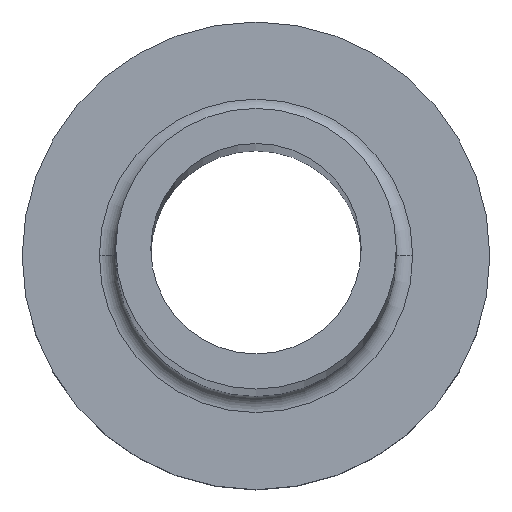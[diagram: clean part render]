
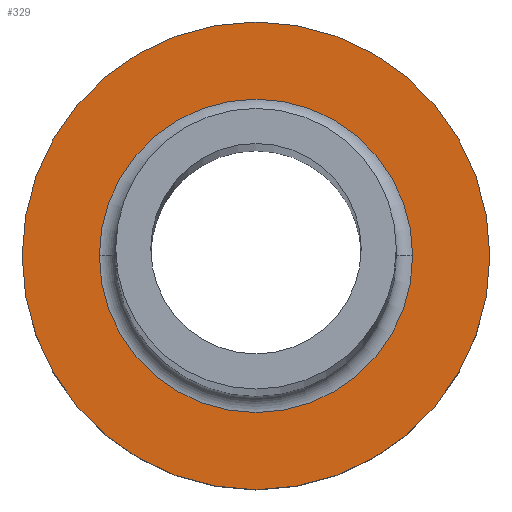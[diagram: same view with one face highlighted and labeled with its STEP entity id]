
A CAD part, top view. The second image highlights one B-rep face of the part: STEP entity #329.
In plain terms, the highlighted planar face has unit normal (0, 0, 1).
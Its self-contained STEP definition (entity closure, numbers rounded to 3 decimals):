
#16 = DIRECTION ( 'NONE',  ( 1., 0., 0. ) ) ;
#17 = AXIS2_PLACEMENT_3D ( 'NONE', #101, #299, #70 ) ;
#33 = ORIENTED_EDGE ( 'NONE', *, *, #119, .T. ) ;
#44 = AXIS2_PLACEMENT_3D ( 'NONE', #56, #255, #197 ) ;
#49 = CARTESIAN_POINT ( 'NONE',  ( 0., 0., 7. ) ) ;
#56 = CARTESIAN_POINT ( 'NONE',  ( 0., 0., 7. ) ) ;
#70 = DIRECTION ( 'NONE',  ( 1., 0., 0. ) ) ;
#80 = EDGE_LOOP ( 'NONE', ( #224, #139 ) ) ;
#81 = ORIENTED_EDGE ( 'NONE', *, *, #133, .T. ) ;
#101 = CARTESIAN_POINT ( 'NONE',  ( 0., 0., 7. ) ) ;
#119 = EDGE_CURVE ( 'NONE', #137, #206, #221, .T. ) ;
#124 = CARTESIAN_POINT ( 'NONE',  ( 0., 0., 7. ) ) ;
#131 = DIRECTION ( 'NONE',  ( 0., 0., -1. ) ) ;
#133 = EDGE_CURVE ( 'NONE', #206, #137, #281, .T. ) ;
#137 = VERTEX_POINT ( 'NONE', #369 ) ;
#139 = ORIENTED_EDGE ( 'NONE', *, *, #280, .T. ) ;
#181 = PLANE ( 'NONE',  #245 ) ;
#195 = CARTESIAN_POINT ( 'NONE',  ( 10., 0., 7. ) ) ;
#197 = DIRECTION ( 'NONE',  ( 1., 0., 0. ) ) ;
#198 = VERTEX_POINT ( 'NONE', #288 ) ;
#201 = EDGE_CURVE ( 'NONE', #236, #198, #362, .T. ) ;
#206 = VERTEX_POINT ( 'NONE', #195 ) ;
#212 = DIRECTION ( 'NONE',  ( 0., 0., 1. ) ) ;
#213 = FACE_OUTER_BOUND ( 'NONE', #370, .T. ) ;
#215 = AXIS2_PLACEMENT_3D ( 'NONE', #124, #273, #16 ) ;
#221 = CIRCLE ( 'NONE', #17, 10. ) ;
#224 = ORIENTED_EDGE ( 'NONE', *, *, #201, .T. ) ;
#230 = DIRECTION ( 'NONE',  ( 1., 0., 0. ) ) ;
#236 = VERTEX_POINT ( 'NONE', #375 ) ;
#240 = CIRCLE ( 'NONE', #314, 6.7 ) ;
#245 = AXIS2_PLACEMENT_3D ( 'NONE', #292, #212, #266 ) ;
#255 = DIRECTION ( 'NONE',  ( 0., 0., -1. ) ) ;
#266 = DIRECTION ( 'NONE',  ( 1., 0., 0. ) ) ;
#273 = DIRECTION ( 'NONE',  ( 0., 0., 1. ) ) ;
#280 = EDGE_CURVE ( 'NONE', #198, #236, #240, .T. ) ;
#281 = CIRCLE ( 'NONE', #215, 10. ) ;
#288 = CARTESIAN_POINT ( 'NONE',  ( -6.7, 0., 7. ) ) ;
#292 = CARTESIAN_POINT ( 'NONE',  ( 0., 0., 7. ) ) ;
#299 = DIRECTION ( 'NONE',  ( 0., 0., 1. ) ) ;
#314 = AXIS2_PLACEMENT_3D ( 'NONE', #49, #131, #230 ) ;
#329 = ADVANCED_FACE ( 'NONE', ( #378, #213 ), #181, .T. ) ;
#362 = CIRCLE ( 'NONE', #44, 6.7 ) ;
#369 = CARTESIAN_POINT ( 'NONE',  ( -10., 0., 7. ) ) ;
#370 = EDGE_LOOP ( 'NONE', ( #33, #81 ) ) ;
#375 = CARTESIAN_POINT ( 'NONE',  ( 6.7, 0., 7. ) ) ;
#378 = FACE_BOUND ( 'NONE', #80, .T. ) ;
